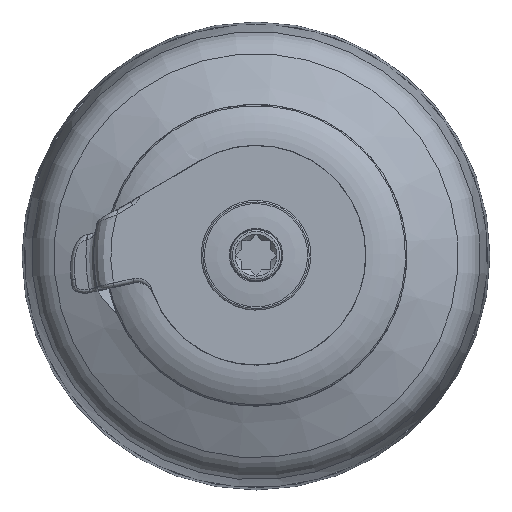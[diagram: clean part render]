
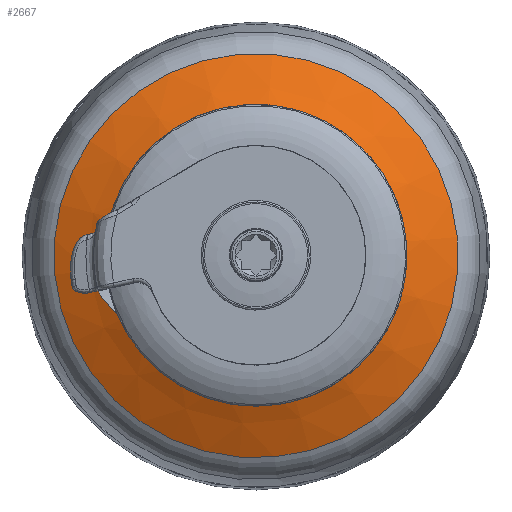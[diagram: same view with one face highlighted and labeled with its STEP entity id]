
A CAD part, top view. The second image highlights one B-rep face of the part: STEP entity #2667.
In plain terms, the highlighted conical face has half-angle 65.001 degrees and reference radius 104.392 mm.
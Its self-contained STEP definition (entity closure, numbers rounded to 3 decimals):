
#163=CONICAL_SURFACE('',#2934,104.392,65.001);
#504=FACE_BOUND('',#836,.T.);
#630=FACE_OUTER_BOUND('',#835,.T.);
#835=EDGE_LOOP('',(#2169));
#836=EDGE_LOOP('',(#2170));
#1028=CIRCLE('',#2933,83.548);
#1029=CIRCLE('',#2935,125.237);
#1254=VERTEX_POINT('',#4652);
#1255=VERTEX_POINT('',#4655);
#1581=EDGE_CURVE('',#1254,#1254,#1028,.T.);
#1582=EDGE_CURVE('',#1255,#1255,#1029,.T.);
#2169=ORIENTED_EDGE('',*,*,#1582,.F.);
#2170=ORIENTED_EDGE('',*,*,#1581,.T.);
#2667=ADVANCED_FACE('',(#630,#504),#163,.T.);
#2933=AXIS2_PLACEMENT_3D('',#4653,#3495,#3496);
#2934=AXIS2_PLACEMENT_3D('',#4654,#3497,#3498);
#2935=AXIS2_PLACEMENT_3D('',#4656,#3499,#3500);
#3495=DIRECTION('center_axis',(0.,0.,
-1.));
#3496=DIRECTION('ref_axis',(0.967,-0.253,0.));
#3497=DIRECTION('center_axis',(0.,0.,
-1.));
#3498=DIRECTION('ref_axis',(-0.967,0.253,0.));
#3499=DIRECTION('center_axis',(0.,0.,
-1.));
#3500=DIRECTION('ref_axis',(0.967,-0.253,0.));
#4652=CARTESIAN_POINT('',(-80.82,21.176,130.284));
#4653=CARTESIAN_POINT('Origin',(0.,0.,
130.284));
#4654=CARTESIAN_POINT('Origin',(0.,0.,
120.564));
#4655=CARTESIAN_POINT('',(-121.148,31.742,110.845));
#4656=CARTESIAN_POINT('Origin',(0.,0.,
110.845));
